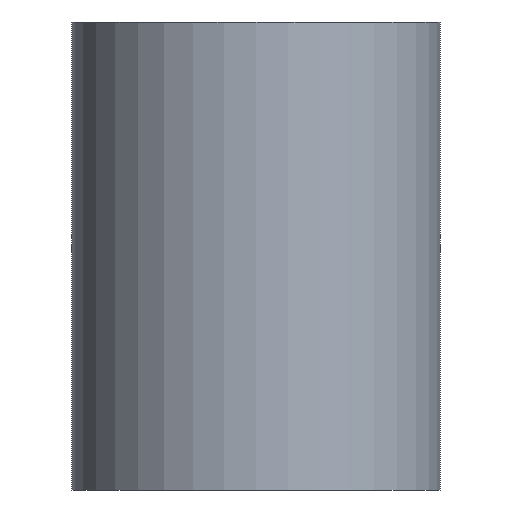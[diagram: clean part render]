
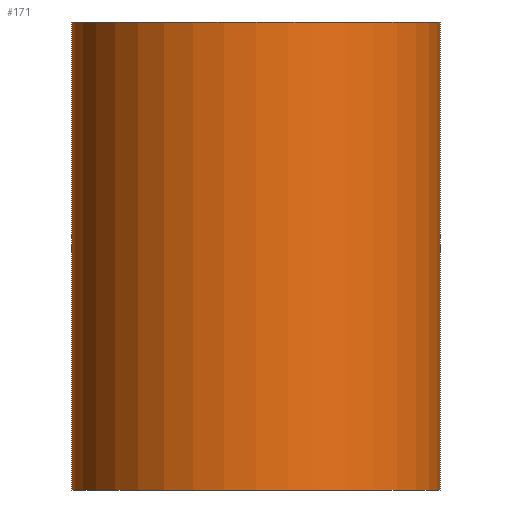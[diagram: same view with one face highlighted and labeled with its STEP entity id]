
A CAD part, front view. The second image highlights one B-rep face of the part: STEP entity #171.
In plain terms, the highlighted cylindrical face has radius 10 mm (diameter 20 mm), a full revolution.
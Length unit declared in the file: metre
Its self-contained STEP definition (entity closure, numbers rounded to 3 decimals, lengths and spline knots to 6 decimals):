
#20=CIRCLE('',#194,0.01);
#21=CIRCLE('',#195,0.01);
#22=CYLINDRICAL_SURFACE('',#193,0.01);
#47=ORIENTED_EDGE('',*,*,#81,.T.);
#48=ORIENTED_EDGE('',*,*,#82,.F.);
#81=EDGE_CURVE('',#95,#95,#20,.T.);
#82=EDGE_CURVE('',#96,#96,#21,.T.);
#95=VERTEX_POINT('',#279);
#96=VERTEX_POINT('',#281);
#139=EDGE_LOOP('',(#47));
#140=EDGE_LOOP('',(#48));
#151=FACE_BOUND('',#139,.T.);
#152=FACE_BOUND('',#140,.T.);
#171=ADVANCED_FACE('',(#151,#152),#22,.T.);
#193=AXIS2_PLACEMENT_3D('',#277,#230,#231);
#194=AXIS2_PLACEMENT_3D('',#278,#232,#233);
#195=AXIS2_PLACEMENT_3D('',#280,#234,#235);
#230=DIRECTION('',(0.,0.,-1.));
#231=DIRECTION('',(-1.,0.,0.));
#232=DIRECTION('',(0.,0.,1.));
#233=DIRECTION('',(1.,0.,0.));
#234=DIRECTION('',(0.,0.,1.));
#235=DIRECTION('',(1.,0.,0.));
#277=CARTESIAN_POINT('',(-0.059252,0.003976,0.041265));
#278=CARTESIAN_POINT('',(-0.059252,0.003976,0.015865));
#279=CARTESIAN_POINT('',(-0.049252,0.003976,0.015865));
#280=CARTESIAN_POINT('',(-0.059252,0.003976,0.041265));
#281=CARTESIAN_POINT('',(-0.049252,0.003976,0.041265));
